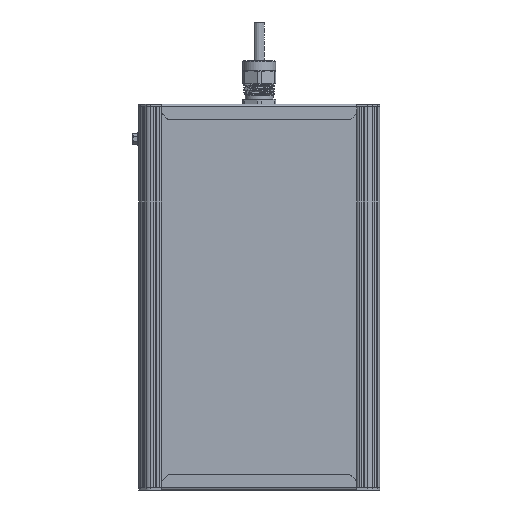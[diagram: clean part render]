
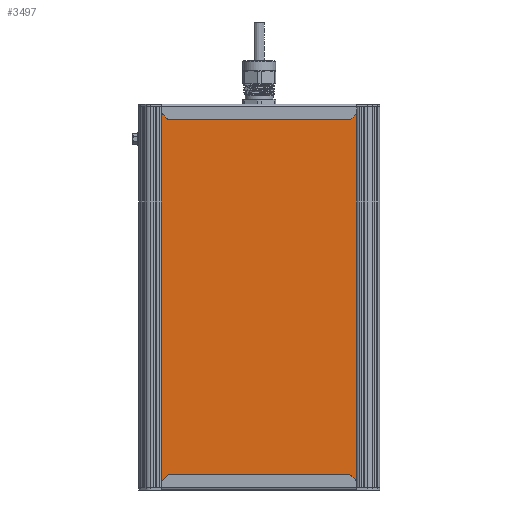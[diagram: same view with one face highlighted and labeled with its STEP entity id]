
A CAD part, front view. The second image highlights one B-rep face of the part: STEP entity #3497.
In plain terms, the highlighted face is planar.
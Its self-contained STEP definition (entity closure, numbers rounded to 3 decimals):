
#3497=ADVANCED_FACE('',(#10081),#10083,.T.);
#10081=FACE_BOUND('',#10082,.T.);
#10082=EDGE_LOOP('',(#40989,#40990,#40991,#40992));
#10083=PLANE('',#10084);
#10084=AXIS2_PLACEMENT_3D('',#10085,#10086,#10087);
#10085=CARTESIAN_POINT('',(2111.497,401.002,-34.582));
#10086=DIRECTION('',(0.,0.,-1.));
#10087=DIRECTION('',(0.,1.,0.));
#40989=ORIENTED_EDGE('',*,*,#46835,.F.);
#40990=ORIENTED_EDGE('',*,*,#46843,.F.);
#40991=ORIENTED_EDGE('',*,*,#46840,.T.);
#40992=ORIENTED_EDGE('',*,*,#46844,.F.);
#46835=EDGE_CURVE('',#51201,#51203,#51204,.T.);
#46840=EDGE_CURVE('',#51211,#51212,#51213,.T.);
#46843=EDGE_CURVE('',#51211,#51201,#51216,.T.);
#46844=EDGE_CURVE('',#51203,#51212,#51217,.T.);
#51201=VERTEX_POINT('',#60377);
#51203=VERTEX_POINT('',#60381);
#51204=LINE('',#60382,#60383);
#51211=VERTEX_POINT('',#60399);
#51212=VERTEX_POINT('',#60400);
#51213=LINE('',#60401,#60402);
#51216=LINE('',#60410,#60411);
#51217=LINE('',#60413,#60414);
#60377=CARTESIAN_POINT('',(2111.497,401.002,-34.582));
#60381=CARTESIAN_POINT('',(2407.497,401.002,-34.582));
#60382=CARTESIAN_POINT('',(2111.497,401.002,-34.582));
#60383=VECTOR('',#60384,1.);
#60384=DIRECTION('',(1.,0.,0.));
#60399=CARTESIAN_POINT('',(2111.497,565.13,-34.582));
#60400=CARTESIAN_POINT('',(2407.497,565.13,-34.582));
#60401=CARTESIAN_POINT('',(2111.497,565.13,-34.582));
#60402=VECTOR('',#60403,1.);
#60403=DIRECTION('',(1.,0.,0.));
#60410=CARTESIAN_POINT('',(2111.497,565.13,-34.582));
#60411=VECTOR('',#60412,1.);
#60412=DIRECTION('',(0.,-1.,0.));
#60413=CARTESIAN_POINT('',(2407.497,401.002,-34.582));
#60414=VECTOR('',#60415,1.);
#60415=DIRECTION('',(0.,1.,0.));
